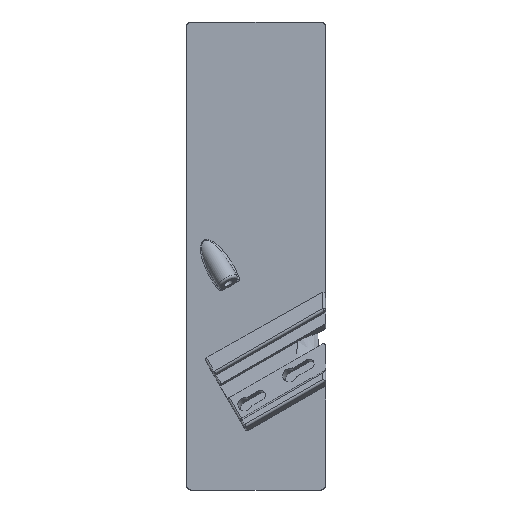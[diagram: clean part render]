
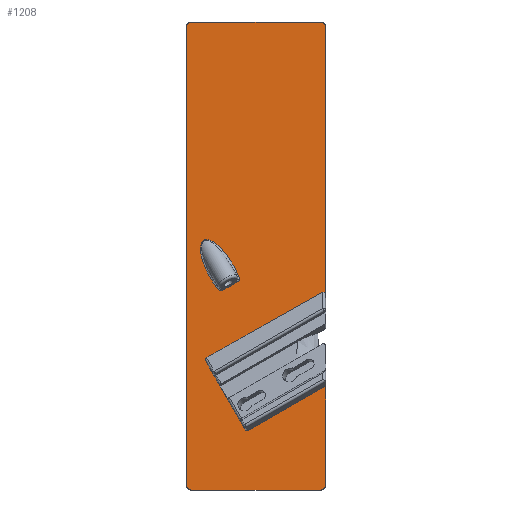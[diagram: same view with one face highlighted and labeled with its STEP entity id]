
A CAD part, left-side view. The second image highlights one B-rep face of the part: STEP entity #1208.
In plain terms, the highlighted planar face has unit normal (-1, 0, 0).
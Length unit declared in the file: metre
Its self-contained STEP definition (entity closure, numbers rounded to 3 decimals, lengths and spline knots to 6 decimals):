
#22=B_SPLINE_CURVE_WITH_KNOTS('',3,(#2181,#2182,#2183,#2184,#2185),
 .UNSPECIFIED.,.F.,.F.,(4,1,4),(0.,0.5,1.),.UNSPECIFIED.);
#25=B_SPLINE_CURVE_WITH_KNOTS('',3,(#2232,#2233,#2234,#2235,#2236),
 .UNSPECIFIED.,.F.,.F.,(4,1,4),(0.,0.5,1.),.UNSPECIFIED.);
#36=ELLIPSE('',#1286,0.001,0.001);
#41=ELLIPSE('',#1307,0.001079,0.001);
#43=ELLIPSE('',#1313,0.002669,0.001);
#44=ELLIPSE('',#1322,0.003009,0.001);
#46=ELLIPSE('',#1327,0.016017,0.006);
#48=ELLIPSE('',#1335,0.002669,0.001);
#61=CIRCLE('',#1261,0.002);
#62=CIRCLE('',#1263,0.002);
#65=CIRCLE('',#1268,0.002);
#66=CIRCLE('',#1271,0.002);
#324=ORIENTED_EDGE('',*,*,#595,.T.);
#325=ORIENTED_EDGE('',*,*,#586,.F.);
#326=ORIENTED_EDGE('',*,*,#592,.T.);
#327=ORIENTED_EDGE('',*,*,#591,.F.);
#328=ORIENTED_EDGE('',*,*,#530,.T.);
#329=ORIENTED_EDGE('',*,*,#503,.F.);
#330=ORIENTED_EDGE('',*,*,#509,.F.);
#331=ORIENTED_EDGE('',*,*,#512,.F.);
#332=ORIENTED_EDGE('',*,*,#514,.T.);
#333=ORIENTED_EDGE('',*,*,#516,.F.);
#334=ORIENTED_EDGE('',*,*,#519,.F.);
#335=ORIENTED_EDGE('',*,*,#501,.F.);
#336=ORIENTED_EDGE('',*,*,#603,.T.);
#337=ORIENTED_EDGE('',*,*,#538,.T.);
#338=ORIENTED_EDGE('',*,*,#542,.T.);
#339=ORIENTED_EDGE('',*,*,#604,.T.);
#340=ORIENTED_EDGE('',*,*,#605,.T.);
#341=ORIENTED_EDGE('',*,*,#565,.T.);
#342=ORIENTED_EDGE('',*,*,#606,.T.);
#343=ORIENTED_EDGE('',*,*,#570,.T.);
#344=ORIENTED_EDGE('',*,*,#573,.F.);
#345=ORIENTED_EDGE('',*,*,#581,.T.);
#501=EDGE_CURVE('',#670,#671,#61,.T.);
#503=EDGE_CURVE('',#672,#673,#62,.T.);
#509=EDGE_CURVE('',#677,#672,#787,.T.);
#512=EDGE_CURVE('',#679,#677,#65,.T.);
#514=EDGE_CURVE('',#679,#680,#790,.T.);
#516=EDGE_CURVE('',#682,#680,#66,.T.);
#519=EDGE_CURVE('',#671,#682,#793,.T.);
#530=EDGE_CURVE('',#693,#673,#801,.T.);
#538=EDGE_CURVE('',#700,#698,#807,.T.);
#542=EDGE_CURVE('',#698,#703,#36,.T.);
#565=EDGE_CURVE('',#716,#715,#41,.T.);
#570=EDGE_CURVE('',#719,#718,#43,.T.);
#573=EDGE_CURVE('',#720,#718,#826,.T.);
#581=EDGE_CURVE('',#720,#693,#44,.T.);
#586=EDGE_CURVE('',#726,#727,#46,.T.);
#591=EDGE_CURVE('',#731,#729,#831,.T.);
#592=EDGE_CURVE('',#726,#729,#22,.T.);
#595=EDGE_CURVE('',#731,#727,#25,.T.);
#603=EDGE_CURVE('',#670,#700,#837,.T.);
#604=EDGE_CURVE('',#703,#738,#838,.T.);
#605=EDGE_CURVE('',#738,#716,#48,.T.);
#606=EDGE_CURVE('',#715,#719,#839,.T.);
#670=VERTEX_POINT('',#1782);
#671=VERTEX_POINT('',#1784);
#672=VERTEX_POINT('',#1788);
#673=VERTEX_POINT('',#1789);
#677=VERTEX_POINT('',#1799);
#679=VERTEX_POINT('',#1805);
#680=VERTEX_POINT('',#1809);
#682=VERTEX_POINT('',#1815);
#693=VERTEX_POINT('',#1845);
#698=VERTEX_POINT('',#1859);
#700=VERTEX_POINT('',#1862);
#703=VERTEX_POINT('',#1869);
#715=VERTEX_POINT('',#1914);
#716=VERTEX_POINT('',#1916);
#718=VERTEX_POINT('',#1924);
#719=VERTEX_POINT('',#1926);
#720=VERTEX_POINT('',#1930);
#726=VERTEX_POINT('',#2113);
#727=VERTEX_POINT('',#2115);
#729=VERTEX_POINT('',#2140);
#731=VERTEX_POINT('',#2149);
#738=VERTEX_POINT('',#2259);
#787=LINE('',#1800,#892);
#790=LINE('',#1811,#895);
#793=LINE('',#1820,#898);
#801=LINE('',#1844,#906);
#807=LINE('',#1861,#912);
#826=LINE('',#1932,#931);
#831=LINE('',#2150,#936);
#837=LINE('',#2257,#942);
#838=LINE('',#2258,#943);
#839=LINE('',#2261,#944);
#892=VECTOR('',#1439,1.);
#895=VECTOR('',#1450,1.);
#898=VECTOR('',#1461,1.);
#906=VECTOR('',#1483,1.);
#912=VECTOR('',#1497,1.);
#931=VECTOR('',#1576,1.);
#936=VECTOR('',#1611,1.);
#942=VECTOR('',#1627,1.);
#943=VECTOR('',#1628,1.);
#944=VECTOR('',#1631,1.);
#1025=EDGE_LOOP('',(#324,#325,#326,#327));
#1026=EDGE_LOOP('',(#328,#329,#330,#331,#332,#333,#334,#335,#336,#337,#338,
#339,#340,#341,#342,#343,#344,#345));
#1101=FACE_BOUND('',#1025,.T.);
#1102=FACE_BOUND('',#1026,.T.);
#1146=PLANE('',#1334);
#1208=ADVANCED_FACE('',(#1101,#1102),#1146,.T.);
#1261=AXIS2_PLACEMENT_3D('',#1783,#1424,#1425);
#1263=AXIS2_PLACEMENT_3D('',#1787,#1429,#1430);
#1268=AXIS2_PLACEMENT_3D('',#1806,#1445,#1446);
#1271=AXIS2_PLACEMENT_3D('',#1814,#1454,#1455);
#1286=AXIS2_PLACEMENT_3D('',#1870,#1503,#1504);
#1307=AXIS2_PLACEMENT_3D('',#1915,#1557,#1558);
#1313=AXIS2_PLACEMENT_3D('',#1925,#1570,#1571);
#1322=AXIS2_PLACEMENT_3D('',#1946,#1595,#1596);
#1327=AXIS2_PLACEMENT_3D('',#2114,#1605,#1606);
#1334=AXIS2_PLACEMENT_3D('',#2256,#1625,#1626);
#1335=AXIS2_PLACEMENT_3D('',#2260,#1629,#1630);
#1424=DIRECTION('',(1.,0.,0.));
#1425=DIRECTION('',(0.,-0.707,-0.707));
#1429=DIRECTION('',(1.,0.,0.));
#1430=DIRECTION('',(0.,-0.707,0.707));
#1439=DIRECTION('',(0.,-1.,0.));
#1445=DIRECTION('',(1.,0.,0.));
#1446=DIRECTION('',(0.,0.707,0.707));
#1450=DIRECTION('',(0.,0.,-1.));
#1454=DIRECTION('',(1.,0.,0.));
#1455=DIRECTION('',(0.,0.707,-0.707));
#1461=DIRECTION('',(0.,1.,0.));
#1483=DIRECTION('',(0.,0.,1.));
#1497=DIRECTION('',(0.,0.867,-0.499));
#1503=DIRECTION('',(1.,0.,0.));
#1504=DIRECTION('',(0.,0.,-1.));
#1557=DIRECTION('',(1.,0.,0.));
#1558=DIRECTION('',(0.,-0.49,-0.872));
#1570=DIRECTION('',(1.,0.,0.));
#1571=DIRECTION('',(0.,0.5,0.866));
#1576=DIRECTION('',(0.,0.872,-0.49));
#1595=DIRECTION('',(1.,0.,0.));
#1596=DIRECTION('',(0.,0.,1.));
#1605=DIRECTION('',(-1.,0.,0.));
#1606=DIRECTION('',(0.,0.5,0.866));
#1611=DIRECTION('',(0.,-0.866,0.5));
#1625=DIRECTION('',(-1.,0.,0.));
#1626=DIRECTION('',(0.,0.,1.));
#1627=DIRECTION('',(0.,0.,1.));
#1628=DIRECTION('',(0.,0.499,0.867));
#1629=DIRECTION('',(1.,0.,0.));
#1630=DIRECTION('',(0.,0.5,0.866));
#1631=DIRECTION('',(0.,0.499,0.867));
#1782=CARTESIAN_POINT('',(0.,-0.02225,-0.104));
#1783=CARTESIAN_POINT('',(0.,-0.02025,-0.104));
#1784=CARTESIAN_POINT('',(0.,-0.02025,-0.106));
#1787=CARTESIAN_POINT('',(0.,-0.02025,0.104));
#1788=CARTESIAN_POINT('',(0.,-0.02025,0.106));
#1789=CARTESIAN_POINT('',(0.,-0.02225,0.104));
#1799=CARTESIAN_POINT('',(0.,0.03875,0.106));
#1800=CARTESIAN_POINT('',(0.,0.04375,0.106));
#1805=CARTESIAN_POINT('',(0.,0.04075,0.104));
#1806=CARTESIAN_POINT('',(0.,0.03875,0.104));
#1809=CARTESIAN_POINT('',(0.,0.04075,-0.104));
#1811=CARTESIAN_POINT('',(0.,0.04075,0.043));
#1814=CARTESIAN_POINT('',(0.,0.03875,-0.104));
#1815=CARTESIAN_POINT('',(0.,0.03875,-0.106));
#1820=CARTESIAN_POINT('',(0.,0.04375,-0.106));
#1844=CARTESIAN_POINT('',(0.,-0.02225,0.096));
#1845=CARTESIAN_POINT('',(0.,-0.02225,-0.019327));
#1859=CARTESIAN_POINT('',(0.,0.012806,-0.079012));
#1861=CARTESIAN_POINT('',(0.,-0.003009,-0.069915));
#1862=CARTESIAN_POINT('',(0.,-0.02225,-0.058849));
#1869=CARTESIAN_POINT('',(0.,0.014172,-0.078644));
#1870=CARTESIAN_POINT('',(0.,0.013305,-0.078145));
#1914=CARTESIAN_POINT('',(0.,0.028559,-0.053628));
#1915=CARTESIAN_POINT('',(0.,0.027693,-0.053128));
#1916=CARTESIAN_POINT('',(0.,0.027982,-0.054123));
#1924=CARTESIAN_POINT('',(0.,0.03177,-0.046039));
#1925=CARTESIAN_POINT('',(0.,0.030439,-0.048353));
#1926=CARTESIAN_POINT('',(0.,0.031311,-0.048843));
#1930=CARTESIAN_POINT('',(0.,-0.021067,-0.016368));
#1932=CARTESIAN_POINT('',(0.,0.013775,-0.035934));
#1946=CARTESIAN_POINT('',(0.,-0.02125,-0.019327));
#2113=CARTESIAN_POINT('',(0.,0.016632,-0.010346));
#2114=CARTESIAN_POINT('',(0.,0.024889,-0.006746));
#2115=CARTESIAN_POINT('',(0.,0.0259,-0.015697));
#2140=CARTESIAN_POINT('',(0.,0.017533,-0.011645));
#2149=CARTESIAN_POINT('',(0.,0.024324,-0.015565));
#2150=CARTESIAN_POINT('',(0.,0.015769,-0.010626));
#2181=CARTESIAN_POINT('',(0.,0.016632,-0.010346));
#2182=CARTESIAN_POINT('',(0.,0.016717,-0.010643));
#2183=CARTESIAN_POINT('',(0.,0.016915,-0.011119));
#2184=CARTESIAN_POINT('',(0.,0.017304,-0.011513));
#2185=CARTESIAN_POINT('',(0.,0.017533,-0.011645));
#2232=CARTESIAN_POINT('',(0.,0.024324,-0.015565));
#2233=CARTESIAN_POINT('',(0.,0.024553,-0.015698));
#2234=CARTESIAN_POINT('',(0.,0.02508,-0.015838));
#2235=CARTESIAN_POINT('',(0.,0.025599,-0.015772));
#2236=CARTESIAN_POINT('',(0.,0.0259,-0.015697));
#2256=CARTESIAN_POINT('',(0.,0.00925,-0.01));
#2257=CARTESIAN_POINT('',(0.,-0.02225,0.096));
#2258=CARTESIAN_POINT('',(0.,0.031721,-0.048129));
#2259=CARTESIAN_POINT('',(0.,0.027318,-0.055785));
#2260=CARTESIAN_POINT('',(0.,0.026446,-0.055295));
#2261=CARTESIAN_POINT('',(0.,0.031721,-0.048129));
